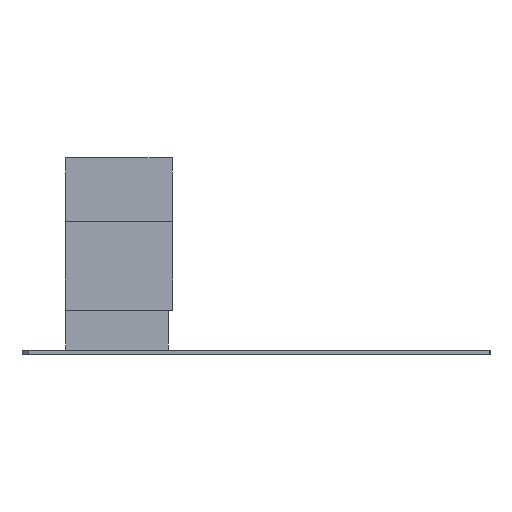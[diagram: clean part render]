
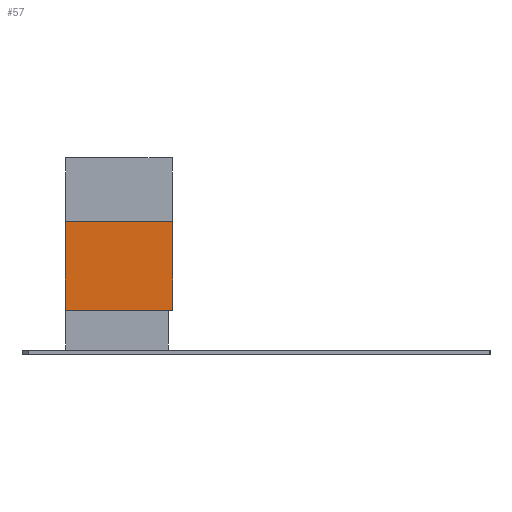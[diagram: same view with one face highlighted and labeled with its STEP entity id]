
A CAD part, left-side view. The second image highlights one B-rep face of the part: STEP entity #57.
In plain terms, the highlighted planar face has unit normal (-1, 0, 0).
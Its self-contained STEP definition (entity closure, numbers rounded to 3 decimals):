
#32 = VERTEX_POINT('',#33);
#33 = CARTESIAN_POINT('',(34.438,57.266,
    12.9));
#39 = EDGE_CURVE('',#40,#32,#42,.T.);
#40 = VERTEX_POINT('',#41);
#41 = CARTESIAN_POINT('',(34.438,57.266,4.
    ));
#42 = LINE('',#43,#44);
#43 = CARTESIAN_POINT('',(34.438,57.266,4.
    ));
#44 = VECTOR('',#45,1.);
#45 = DIRECTION('',(0.,0.,1.));
#57 = ADVANCED_FACE('',(#58),#83,.T.);
#58 = FACE_BOUND('',#59,.T.);
#59 = EDGE_LOOP('',(#60,#61,#69,#77));
#60 = ORIENTED_EDGE('',*,*,#39,.T.);
#61 = ORIENTED_EDGE('',*,*,#62,.T.);
#62 = EDGE_CURVE('',#32,#63,#65,.T.);
#63 = VERTEX_POINT('',#64);
#64 = CARTESIAN_POINT('',(34.438,68.066,
    12.9));
#65 = LINE('',#66,#67);
#66 = CARTESIAN_POINT('',(34.438,57.266,
    12.9));
#67 = VECTOR('',#68,1.);
#68 = DIRECTION('',(0.,1.,0.));
#69 = ORIENTED_EDGE('',*,*,#70,.F.);
#70 = EDGE_CURVE('',#71,#63,#73,.T.);
#71 = VERTEX_POINT('',#72);
#72 = CARTESIAN_POINT('',(34.438,68.066,4.
    ));
#73 = LINE('',#74,#75);
#74 = CARTESIAN_POINT('',(34.438,68.066,4.
    ));
#75 = VECTOR('',#76,1.);
#76 = DIRECTION('',(0.,0.,1.));
#77 = ORIENTED_EDGE('',*,*,#78,.F.);
#78 = EDGE_CURVE('',#40,#71,#79,.T.);
#79 = LINE('',#80,#81);
#80 = CARTESIAN_POINT('',(34.438,57.266,4.
    ));
#81 = VECTOR('',#82,1.);
#82 = DIRECTION('',(0.,1.,0.));
#83 = PLANE('',#84);
#84 = AXIS2_PLACEMENT_3D('',#85,#86,#87);
#85 = CARTESIAN_POINT('',(34.438,57.266,4.
    ));
#86 = DIRECTION('',(-1.,0.,0.));
#87 = DIRECTION('',(0.,1.,0.));
